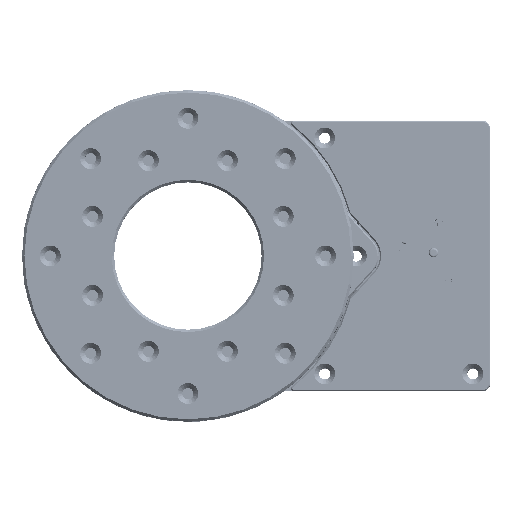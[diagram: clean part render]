
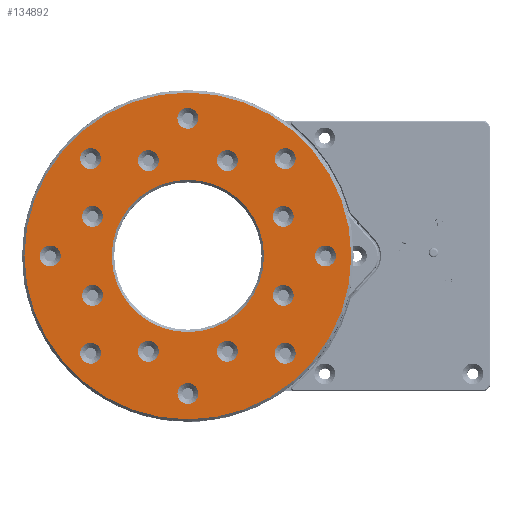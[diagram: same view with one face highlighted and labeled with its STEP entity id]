
A CAD part, top view. The second image highlights one B-rep face of the part: STEP entity #134892.
In plain terms, the highlighted planar face has unit normal (0, 0, 1).
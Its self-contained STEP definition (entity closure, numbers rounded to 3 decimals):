
#4919=FACE_BOUND('',#25736,.T.);
#4920=FACE_BOUND('',#25737,.T.);
#4921=FACE_BOUND('',#25738,.T.);
#4922=FACE_BOUND('',#25739,.T.);
#4923=FACE_BOUND('',#25740,.T.);
#4924=FACE_BOUND('',#25741,.T.);
#4925=FACE_BOUND('',#25742,.T.);
#4926=FACE_BOUND('',#25743,.T.);
#4927=FACE_BOUND('',#25744,.T.);
#4928=FACE_BOUND('',#25745,.T.);
#4929=FACE_BOUND('',#25746,.T.);
#4930=FACE_BOUND('',#25747,.T.);
#4931=FACE_BOUND('',#25748,.T.);
#4932=FACE_BOUND('',#25749,.T.);
#4933=FACE_BOUND('',#25750,.T.);
#4934=FACE_BOUND('',#25751,.T.);
#4935=FACE_BOUND('',#25752,.T.);
#7636=CIRCLE('',#143469,4.25);
#7638=CIRCLE('',#143472,66.5);
#7639=CIRCLE('',#143473,4.25);
#7640=CIRCLE('',#143474,4.25);
#7641=CIRCLE('',#143475,4.25);
#7642=CIRCLE('',#143476,4.25);
#7643=CIRCLE('',#143477,4.25);
#7644=CIRCLE('',#143478,4.25);
#7645=CIRCLE('',#143479,4.25);
#7646=CIRCLE('',#143480,4.25);
#7647=CIRCLE('',#143481,31.);
#7648=CIRCLE('',#143482,4.25);
#7649=CIRCLE('',#143483,4.25);
#7650=CIRCLE('',#143484,4.25);
#7651=CIRCLE('',#143485,4.25);
#7652=CIRCLE('',#143486,4.25);
#7653=CIRCLE('',#143487,4.25);
#7654=CIRCLE('',#143488,4.25);
#11428=PLANE('',#143471);
#17848=FACE_OUTER_BOUND('',#25735,.T.);
#25735=EDGE_LOOP('',(#117145));
#25736=EDGE_LOOP('',(#117146));
#25737=EDGE_LOOP('',(#117147));
#25738=EDGE_LOOP('',(#117148));
#25739=EDGE_LOOP('',(#117149));
#25740=EDGE_LOOP('',(#117150));
#25741=EDGE_LOOP('',(#117151));
#25742=EDGE_LOOP('',(#117152));
#25743=EDGE_LOOP('',(#117153));
#25744=EDGE_LOOP('',(#117154));
#25745=EDGE_LOOP('',(#117155));
#25746=EDGE_LOOP('',(#117156));
#25747=EDGE_LOOP('',(#117157));
#25748=EDGE_LOOP('',(#117158));
#25749=EDGE_LOOP('',(#117159));
#25750=EDGE_LOOP('',(#117160));
#25751=EDGE_LOOP('',(#117161));
#25752=EDGE_LOOP('',(#117162));
#63084=VERTEX_POINT('',#350764);
#63086=VERTEX_POINT('',#350770);
#63087=VERTEX_POINT('',#350772);
#63088=VERTEX_POINT('',#350774);
#63089=VERTEX_POINT('',#350776);
#63090=VERTEX_POINT('',#350778);
#63091=VERTEX_POINT('',#350780);
#63092=VERTEX_POINT('',#350782);
#63093=VERTEX_POINT('',#350784);
#63094=VERTEX_POINT('',#350786);
#63095=VERTEX_POINT('',#350788);
#63096=VERTEX_POINT('',#350790);
#63097=VERTEX_POINT('',#350792);
#63098=VERTEX_POINT('',#350794);
#63099=VERTEX_POINT('',#350796);
#63100=VERTEX_POINT('',#350798);
#63101=VERTEX_POINT('',#350800);
#63102=VERTEX_POINT('',#350802);
#81390=EDGE_CURVE('',#63084,#63084,#7636,.T.);
#81393=EDGE_CURVE('',#63086,#63086,#7638,.T.);
#81394=EDGE_CURVE('',#63087,#63087,#7639,.T.);
#81395=EDGE_CURVE('',#63088,#63088,#7640,.T.);
#81396=EDGE_CURVE('',#63089,#63089,#7641,.T.);
#81397=EDGE_CURVE('',#63090,#63090,#7642,.T.);
#81398=EDGE_CURVE('',#63091,#63091,#7643,.T.);
#81399=EDGE_CURVE('',#63092,#63092,#7644,.T.);
#81400=EDGE_CURVE('',#63093,#63093,#7645,.T.);
#81401=EDGE_CURVE('',#63094,#63094,#7646,.T.);
#81402=EDGE_CURVE('',#63095,#63095,#7647,.T.);
#81403=EDGE_CURVE('',#63096,#63096,#7648,.T.);
#81404=EDGE_CURVE('',#63097,#63097,#7649,.T.);
#81405=EDGE_CURVE('',#63098,#63098,#7650,.T.);
#81406=EDGE_CURVE('',#63099,#63099,#7651,.T.);
#81407=EDGE_CURVE('',#63100,#63100,#7652,.T.);
#81408=EDGE_CURVE('',#63101,#63101,#7653,.T.);
#81409=EDGE_CURVE('',#63102,#63102,#7654,.T.);
#117145=ORIENTED_EDGE('',*,*,#81393,.F.);
#117146=ORIENTED_EDGE('',*,*,#81394,.F.);
#117147=ORIENTED_EDGE('',*,*,#81395,.F.);
#117148=ORIENTED_EDGE('',*,*,#81396,.F.);
#117149=ORIENTED_EDGE('',*,*,#81397,.F.);
#117150=ORIENTED_EDGE('',*,*,#81398,.F.);
#117151=ORIENTED_EDGE('',*,*,#81399,.F.);
#117152=ORIENTED_EDGE('',*,*,#81400,.F.);
#117153=ORIENTED_EDGE('',*,*,#81401,.F.);
#117154=ORIENTED_EDGE('',*,*,#81402,.F.);
#117155=ORIENTED_EDGE('',*,*,#81403,.F.);
#117156=ORIENTED_EDGE('',*,*,#81404,.F.);
#117157=ORIENTED_EDGE('',*,*,#81405,.F.);
#117158=ORIENTED_EDGE('',*,*,#81406,.F.);
#117159=ORIENTED_EDGE('',*,*,#81407,.F.);
#117160=ORIENTED_EDGE('',*,*,#81408,.F.);
#117161=ORIENTED_EDGE('',*,*,#81409,.F.);
#117162=ORIENTED_EDGE('',*,*,#81390,.F.);
#134892=ADVANCED_FACE('',(#17848,#4919,#4920,#4921,#4922,#4923,#4924,#4925,
#4926,#4927,#4928,#4929,#4930,#4931,#4932,#4933,#4934,#4935),#11428,.F.);
#143469=AXIS2_PLACEMENT_3D('',#350765,#168137,#168138);
#143471=AXIS2_PLACEMENT_3D('',#350769,#168142,#168143);
#143472=AXIS2_PLACEMENT_3D('',#350771,#168144,#168145);
#143473=AXIS2_PLACEMENT_3D('',#350773,#168146,#168147);
#143474=AXIS2_PLACEMENT_3D('',#350775,#168148,#168149);
#143475=AXIS2_PLACEMENT_3D('',#350777,#168150,#168151);
#143476=AXIS2_PLACEMENT_3D('',#350779,#168152,#168153);
#143477=AXIS2_PLACEMENT_3D('',#350781,#168154,#168155);
#143478=AXIS2_PLACEMENT_3D('',#350783,#168156,#168157);
#143479=AXIS2_PLACEMENT_3D('',#350785,#168158,#168159);
#143480=AXIS2_PLACEMENT_3D('',#350787,#168160,#168161);
#143481=AXIS2_PLACEMENT_3D('',#350789,#168162,#168163);
#143482=AXIS2_PLACEMENT_3D('',#350791,#168164,#168165);
#143483=AXIS2_PLACEMENT_3D('',#350793,#168166,#168167);
#143484=AXIS2_PLACEMENT_3D('',#350795,#168168,#168169);
#143485=AXIS2_PLACEMENT_3D('',#350797,#168170,#168171);
#143486=AXIS2_PLACEMENT_3D('',#350799,#168172,#168173);
#143487=AXIS2_PLACEMENT_3D('',#350801,#168174,#168175);
#143488=AXIS2_PLACEMENT_3D('',#350803,#168176,#168177);
#168137=DIRECTION('center_axis',(0.,0.,1.));
#168138=DIRECTION('ref_axis',(-1.,0.,0.));
#168142=DIRECTION('center_axis',(0.,0.,-1.));
#168143=DIRECTION('ref_axis',(1.,0.,0.));
#168144=DIRECTION('center_axis',(0.,0.,-1.));
#168145=DIRECTION('ref_axis',(-1.,0.,0.));
#168146=DIRECTION('center_axis',(0.,0.,1.));
#168147=DIRECTION('ref_axis',(-1.,0.,0.));
#168148=DIRECTION('center_axis',(0.,0.,1.));
#168149=DIRECTION('ref_axis',(-1.,0.,0.));
#168150=DIRECTION('center_axis',(0.,0.,1.));
#168151=DIRECTION('ref_axis',(-1.,0.,0.));
#168152=DIRECTION('center_axis',(0.,0.,1.));
#168153=DIRECTION('ref_axis',(-1.,0.,0.));
#168154=DIRECTION('center_axis',(0.,0.,1.));
#168155=DIRECTION('ref_axis',(-1.,0.,0.));
#168156=DIRECTION('center_axis',(0.,0.,1.));
#168157=DIRECTION('ref_axis',(-1.,0.,0.));
#168158=DIRECTION('center_axis',(0.,0.,1.));
#168159=DIRECTION('ref_axis',(-1.,0.,0.));
#168160=DIRECTION('center_axis',(0.,0.,1.));
#168161=DIRECTION('ref_axis',(-1.,0.,0.));
#168162=DIRECTION('center_axis',(0.,0.,1.));
#168163=DIRECTION('ref_axis',(1.,0.,0.));
#168164=DIRECTION('center_axis',(0.,0.,1.));
#168165=DIRECTION('ref_axis',(-1.,0.,0.));
#168166=DIRECTION('center_axis',(0.,0.,1.));
#168167=DIRECTION('ref_axis',(-1.,0.,0.));
#168168=DIRECTION('center_axis',(0.,0.,1.));
#168169=DIRECTION('ref_axis',(-1.,0.,0.));
#168170=DIRECTION('center_axis',(0.,0.,1.));
#168171=DIRECTION('ref_axis',(-1.,0.,0.));
#168172=DIRECTION('center_axis',(0.,0.,1.));
#168173=DIRECTION('ref_axis',(-1.,0.,0.));
#168174=DIRECTION('center_axis',(0.,0.,1.));
#168175=DIRECTION('ref_axis',(-1.,0.,0.));
#168176=DIRECTION('center_axis',(0.,0.,1.));
#168177=DIRECTION('ref_axis',(-1.,0.,0.));
#350764=CARTESIAN_POINT('',(60.25,0.,37.));
#350765=CARTESIAN_POINT('Origin',(56.,0.,37.));
#350769=CARTESIAN_POINT('Origin',(0.,0.,37.));
#350770=CARTESIAN_POINT('',(66.5,0.,37.));
#350771=CARTESIAN_POINT('Origin',(0.,0.,37.));
#350772=CARTESIAN_POINT('',(43.848,39.598,37.));
#350773=CARTESIAN_POINT('Origin',(39.598,39.598,37.));
#350774=CARTESIAN_POINT('',(43.053,-16.073,37.));
#350775=CARTESIAN_POINT('Origin',(38.803,-16.073,37.));
#350776=CARTESIAN_POINT('',(20.323,38.803,37.));
#350777=CARTESIAN_POINT('Origin',(16.073,38.803,37.));
#350778=CARTESIAN_POINT('',(-11.823,38.803,37.));
#350779=CARTESIAN_POINT('Origin',(-16.073,38.803,37.));
#350780=CARTESIAN_POINT('',(-34.553,16.073,37.));
#350781=CARTESIAN_POINT('Origin',(-38.803,16.073,37.));
#350782=CARTESIAN_POINT('',(-34.553,-16.073,37.));
#350783=CARTESIAN_POINT('Origin',(-38.803,-16.073,37.));
#350784=CARTESIAN_POINT('',(20.323,-38.803,37.));
#350785=CARTESIAN_POINT('Origin',(16.073,-38.803,37.));
#350786=CARTESIAN_POINT('',(-35.348,-39.598,37.));
#350787=CARTESIAN_POINT('Origin',(-39.598,-39.598,37.));
#350788=CARTESIAN_POINT('',(-31.,0.,37.));
#350789=CARTESIAN_POINT('Origin',(0.,0.,37.));
#350790=CARTESIAN_POINT('',(4.25,-56.,37.));
#350791=CARTESIAN_POINT('Origin',(0.,-56.,37.));
#350792=CARTESIAN_POINT('',(-11.823,-38.803,37.));
#350793=CARTESIAN_POINT('Origin',(-16.073,-38.803,37.));
#350794=CARTESIAN_POINT('',(-51.75,0.,37.));
#350795=CARTESIAN_POINT('Origin',(-56.,0.,37.));
#350796=CARTESIAN_POINT('',(-35.348,39.598,37.));
#350797=CARTESIAN_POINT('Origin',(-39.598,39.598,37.));
#350798=CARTESIAN_POINT('',(4.25,56.,37.));
#350799=CARTESIAN_POINT('Origin',(0.,56.,37.));
#350800=CARTESIAN_POINT('',(43.053,16.073,37.));
#350801=CARTESIAN_POINT('Origin',(38.803,16.073,37.));
#350802=CARTESIAN_POINT('',(43.848,-39.598,37.));
#350803=CARTESIAN_POINT('Origin',(39.598,-39.598,37.));
